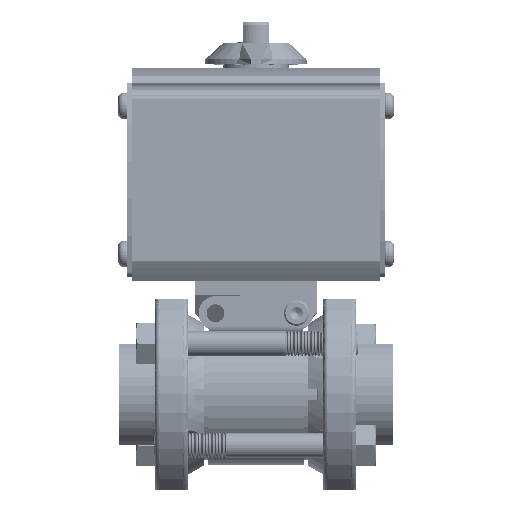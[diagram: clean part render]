
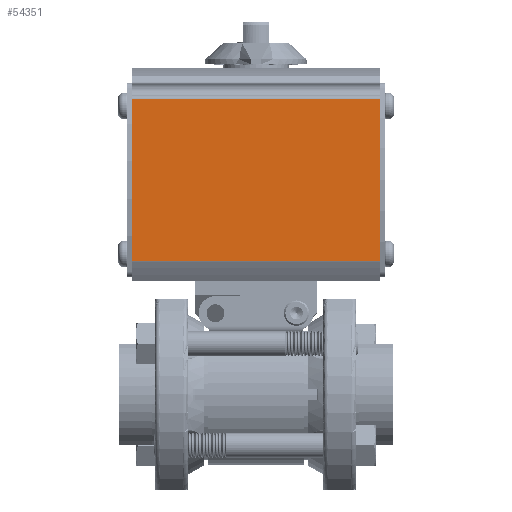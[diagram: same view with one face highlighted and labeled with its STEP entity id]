
A CAD part, top view. The second image highlights one B-rep face of the part: STEP entity #54351.
In plain terms, the highlighted planar face has unit normal (0, 0, 1).
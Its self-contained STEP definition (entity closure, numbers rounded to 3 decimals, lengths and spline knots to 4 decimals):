
#4086 = VECTOR ( 'NONE', #96944, 39.3701 ) ;
#6776 = LINE ( 'NONE', #80518, #98993 ) ;
#9595 = DIRECTION ( 'NONE',  ( 0., 0., -1. ) ) ;
#13005 = LINE ( 'NONE', #21137, #81368 ) ;
#15729 = CARTESIAN_POINT ( 'NONE',  ( 1.5275, 1.6529, 1.17 ) ) ;
#21137 = CARTESIAN_POINT ( 'NONE',  ( -5.0403, 1.6529, 1.17 ) ) ;
#24755 = AXIS2_PLACEMENT_3D ( 'NONE', #89638, #9595, #71956 ) ;
#24891 = CARTESIAN_POINT ( 'NONE',  ( -1.5275, 3.6544, 1.17 ) ) ;
#26946 = EDGE_CURVE ( 'NONE', #35058, #50848, #6776, .T. ) ;
#33852 = DIRECTION ( 'NONE',  ( 0., 1., 0. ) ) ;
#34711 = ORIENTED_EDGE ( 'NONE', *, *, #86393, .F. ) ;
#35058 = VERTEX_POINT ( 'NONE', #74105 ) ;
#35877 = CARTESIAN_POINT ( 'NONE',  ( -1.5275, 1.6529, 1.17 ) ) ;
#45091 = PLANE ( 'NONE',  #24755 ) ;
#46055 = ORIENTED_EDGE ( 'NONE', *, *, #59889, .T. ) ;
#50848 = VERTEX_POINT ( 'NONE', #15729 ) ;
#54351 = ADVANCED_FACE ( 'NONE', ( #71242 ), #45091, .F. ) ;
#59703 = CARTESIAN_POINT ( 'NONE',  ( -1.5275, 3.6471, 1.17 ) ) ;
#59889 = EDGE_CURVE ( 'NONE', #113932, #50848, #13005, .T. ) ;
#62528 = DIRECTION ( 'NONE',  ( 0., -1., 0. ) ) ;
#62962 = LINE ( 'NONE', #24891, #105010 ) ;
#71242 = FACE_OUTER_BOUND ( 'NONE', #93219, .T. ) ;
#71956 = DIRECTION ( 'NONE',  ( 0., -1., 0. ) ) ;
#74105 = CARTESIAN_POINT ( 'NONE',  ( 1.5275, 3.6471, 1.17 ) ) ;
#77770 = ORIENTED_EDGE ( 'NONE', *, *, #111109, .T. ) ;
#80518 = CARTESIAN_POINT ( 'NONE',  ( 1.5275, 3.6544, 1.17 ) ) ;
#80864 = LINE ( 'NONE', #114547, #4086 ) ;
#81368 = VECTOR ( 'NONE', #92613, 39.3701 ) ;
#84017 = VERTEX_POINT ( 'NONE', #59703 ) ;
#86393 = EDGE_CURVE ( 'NONE', #113932, #84017, #62962, .T. ) ;
#89638 = CARTESIAN_POINT ( 'NONE',  ( -5.0403, 3.6544, 1.17 ) ) ;
#92613 = DIRECTION ( 'NONE',  ( 1., 0., 0. ) ) ;
#93219 = EDGE_LOOP ( 'NONE', ( #105554, #77770, #34711, #46055 ) ) ;
#96944 = DIRECTION ( 'NONE',  ( -1., 0., 0. ) ) ;
#98993 = VECTOR ( 'NONE', #62528, 39.3701 ) ;
#105010 = VECTOR ( 'NONE', #33852, 39.3701 ) ;
#105554 = ORIENTED_EDGE ( 'NONE', *, *, #26946, .F. ) ;
#111109 = EDGE_CURVE ( 'NONE', #35058, #84017, #80864, .T. ) ;
#113932 = VERTEX_POINT ( 'NONE', #35877 ) ;
#114547 = CARTESIAN_POINT ( 'NONE',  ( -5.0403, 3.6471, 1.17 ) ) ;
